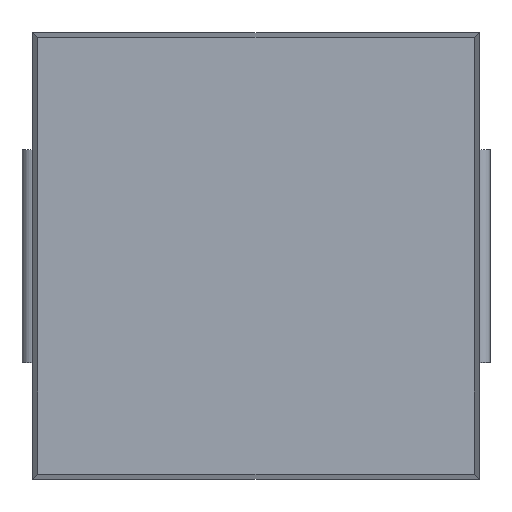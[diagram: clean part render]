
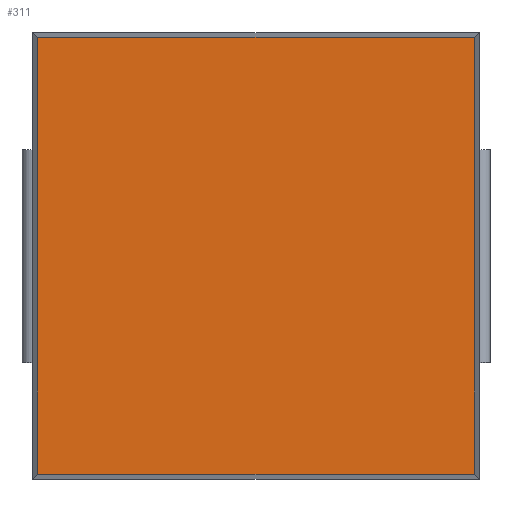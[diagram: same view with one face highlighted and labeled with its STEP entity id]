
A CAD part, top view. The second image highlights one B-rep face of the part: STEP entity #311.
In plain terms, the highlighted planar face has unit normal (0, 0, 1).
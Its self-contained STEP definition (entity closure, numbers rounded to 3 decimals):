
#143 = VERTEX_POINT('',#144);
#144 = CARTESIAN_POINT('',(-2.053,-2.053,2.));
#152 = VERTEX_POINT('',#153);
#153 = CARTESIAN_POINT('',(-2.053,2.053,2.));
#159 = EDGE_CURVE('',#143,#152,#160,.T.);
#160 = LINE('',#161,#162);
#161 = CARTESIAN_POINT('',(-2.053,-2.1,2.));
#162 = VECTOR('',#163,1.);
#163 = DIRECTION('',(0.,1.,0.));
#253 = VERTEX_POINT('',#254);
#254 = CARTESIAN_POINT('',(2.053,-2.053,2.));
#260 = EDGE_CURVE('',#143,#253,#261,.T.);
#261 = LINE('',#262,#263);
#262 = CARTESIAN_POINT('',(-2.1,-2.053,2.));
#263 = VECTOR('',#264,1.);
#264 = DIRECTION('',(1.,0.,0.));
#311 = ADVANCED_FACE('',(#312),#330,.T.);
#312 = FACE_BOUND('',#313,.T.);
#313 = EDGE_LOOP('',(#314,#315,#316,#324));
#314 = ORIENTED_EDGE('',*,*,#159,.F.);
#315 = ORIENTED_EDGE('',*,*,#260,.T.);
#316 = ORIENTED_EDGE('',*,*,#317,.T.);
#317 = EDGE_CURVE('',#253,#318,#320,.T.);
#318 = VERTEX_POINT('',#319);
#319 = CARTESIAN_POINT('',(2.053,2.053,2.));
#320 = LINE('',#321,#322);
#321 = CARTESIAN_POINT('',(2.053,-2.1,2.));
#322 = VECTOR('',#323,1.);
#323 = DIRECTION('',(0.,1.,0.));
#324 = ORIENTED_EDGE('',*,*,#325,.F.);
#325 = EDGE_CURVE('',#152,#318,#326,.T.);
#326 = LINE('',#327,#328);
#327 = CARTESIAN_POINT('',(-2.1,2.053,2.));
#328 = VECTOR('',#329,1.);
#329 = DIRECTION('',(1.,0.,0.));
#330 = PLANE('',#331);
#331 = AXIS2_PLACEMENT_3D('',#332,#333,#334);
#332 = CARTESIAN_POINT('',(-2.1,-2.1,2.));
#333 = DIRECTION('',(0.,0.,1.));
#334 = DIRECTION('',(1.,0.,-0.));
